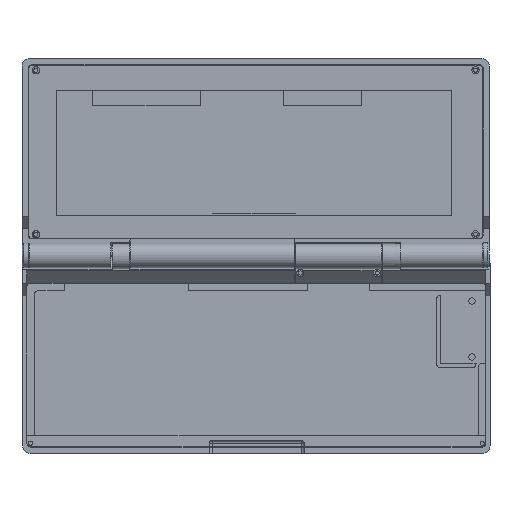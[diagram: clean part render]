
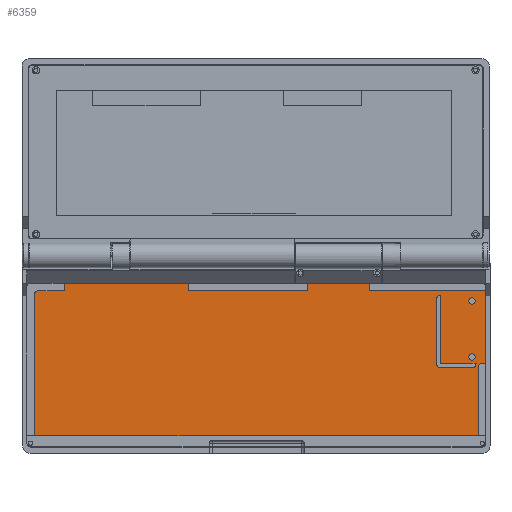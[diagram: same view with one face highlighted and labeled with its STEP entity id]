
A CAD part, top view. The second image highlights one B-rep face of the part: STEP entity #6359.
In plain terms, the highlighted planar face has unit normal (0, 0, 1).
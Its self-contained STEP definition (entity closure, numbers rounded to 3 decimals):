
#155=FACE_BOUND('',#781,.T.);
#156=FACE_BOUND('',#782,.T.);
#157=FACE_BOUND('',#783,.T.);
#208=CIRCLE('',#6745,1.75);
#211=CIRCLE('',#6751,1.75);
#212=CIRCLE('',#6754,1.75);
#213=CIRCLE('',#6760,1.5);
#214=CIRCLE('',#6762,1.5);
#216=CIRCLE('',#6765,1.8);
#217=CIRCLE('',#6767,1.8);
#218=CIRCLE('',#6768,1.8);
#219=CIRCLE('',#6769,1.8);
#417=FACE_OUTER_BOUND('',#780,.T.);
#780=EDGE_LOOP('',(#4313,#4314,#4315,#4316,#4317,#4318,#4319,#4320,#4321,
#4322,#4323,#4324,#4325,#4326,#4327,#4328,#4329,#4330));
#781=EDGE_LOOP('',(#4331,#4332,#4333,#4334,#4335,#4336,#4337,#4338,#4339));
#782=EDGE_LOOP('',(#4340));
#783=EDGE_LOOP('',(#4341));
#1174=LINE('',#9170,#1910);
#1196=LINE('',#9215,#1932);
#1207=LINE('',#9247,#1943);
#1216=LINE('',#9271,#1952);
#1218=LINE('',#9279,#1954);
#1221=LINE('',#9283,#1957);
#1222=LINE('',#9285,#1958);
#1223=LINE('',#9287,#1959);
#1226=LINE('',#9303,#1962);
#1227=LINE('',#9305,#1963);
#1228=LINE('',#9307,#1964);
#1229=LINE('',#9309,#1965);
#1230=LINE('',#9311,#1966);
#1231=LINE('',#9313,#1967);
#1232=LINE('',#9315,#1968);
#1233=LINE('',#9317,#1969);
#1234=LINE('',#9319,#1970);
#1235=LINE('',#9321,#1971);
#1236=LINE('',#9323,#1972);
#1237=LINE('',#9327,#1973);
#1910=VECTOR('',#7307,10.);
#1932=VECTOR('',#7341,10.);
#1943=VECTOR('',#7374,10.);
#1952=VECTOR('',#7395,10.);
#1954=VECTOR('',#7403,10.);
#1957=VECTOR('',#7408,10.);
#1958=VECTOR('',#7411,10.);
#1959=VECTOR('',#7414,10.);
#1962=VECTOR('',#7435,10.);
#1963=VECTOR('',#7436,10.);
#1964=VECTOR('',#7437,10.);
#1965=VECTOR('',#7438,10.);
#1966=VECTOR('',#7439,10.);
#1967=VECTOR('',#7440,10.);
#1968=VECTOR('',#7441,10.);
#1969=VECTOR('',#7442,10.);
#1970=VECTOR('',#7443,10.);
#1971=VECTOR('',#7444,10.);
#1972=VECTOR('',#7445,10.);
#1973=VECTOR('',#7448,10.);
#2646=VERTEX_POINT('',#9167);
#2647=VERTEX_POINT('',#9169);
#2662=VERTEX_POINT('',#9209);
#2664=VERTEX_POINT('',#9213);
#2671=VERTEX_POINT('',#9237);
#2672=VERTEX_POINT('',#9239);
#2674=VERTEX_POINT('',#9245);
#2681=VERTEX_POINT('',#9263);
#2682=VERTEX_POINT('',#9265);
#2683=VERTEX_POINT('',#9269);
#2684=VERTEX_POINT('',#9273);
#2685=VERTEX_POINT('',#9277);
#2686=VERTEX_POINT('',#9278);
#2687=VERTEX_POINT('',#9289);
#2688=VERTEX_POINT('',#9293);
#2689=VERTEX_POINT('',#9300);
#2690=VERTEX_POINT('',#9302);
#2691=VERTEX_POINT('',#9304);
#2692=VERTEX_POINT('',#9306);
#2693=VERTEX_POINT('',#9308);
#2694=VERTEX_POINT('',#9310);
#2695=VERTEX_POINT('',#9312);
#2696=VERTEX_POINT('',#9314);
#2697=VERTEX_POINT('',#9316);
#2698=VERTEX_POINT('',#9318);
#2699=VERTEX_POINT('',#9320);
#2700=VERTEX_POINT('',#9322);
#2701=VERTEX_POINT('',#9324);
#2702=VERTEX_POINT('',#9326);
#3264=EDGE_CURVE('',#2647,#2646,#1174,.T.);
#3287=EDGE_CURVE('',#2662,#2664,#1196,.T.);
#3298=EDGE_CURVE('',#2671,#2672,#208,.F.);
#3302=EDGE_CURVE('',#2671,#2674,#1207,.T.);
#3311=EDGE_CURVE('',#2681,#2682,#211,.F.);
#3314=EDGE_CURVE('',#2681,#2683,#1216,.T.);
#3316=EDGE_CURVE('',#2684,#2683,#212,.F.);
#3317=EDGE_CURVE('',#2685,#2686,#1218,.T.);
#3320=EDGE_CURVE('',#2686,#2682,#1221,.T.);
#3321=EDGE_CURVE('',#2684,#2672,#1222,.T.);
#3322=EDGE_CURVE('',#2674,#2685,#1223,.T.);
#3324=EDGE_CURVE('',#2687,#2687,#213,.T.);
#3326=EDGE_CURVE('',#2688,#2688,#214,.T.);
#3328=EDGE_CURVE('',#2646,#2662,#216,.T.);
#3329=EDGE_CURVE('',#2689,#2664,#217,.F.);
#3330=EDGE_CURVE('',#2689,#2690,#1226,.T.);
#3331=EDGE_CURVE('',#2690,#2691,#1227,.T.);
#3332=EDGE_CURVE('',#2691,#2692,#1228,.T.);
#3333=EDGE_CURVE('',#2692,#2693,#1229,.T.);
#3334=EDGE_CURVE('',#2693,#2694,#1230,.T.);
#3335=EDGE_CURVE('',#2694,#2695,#1231,.T.);
#3336=EDGE_CURVE('',#2695,#2696,#1232,.T.);
#3337=EDGE_CURVE('',#2696,#2697,#1233,.T.);
#3338=EDGE_CURVE('',#2697,#2698,#1234,.T.);
#3339=EDGE_CURVE('',#2698,#2699,#1235,.T.);
#3340=EDGE_CURVE('',#2699,#2700,#1236,.T.);
#3341=EDGE_CURVE('',#2700,#2701,#218,.T.);
#3342=EDGE_CURVE('',#2701,#2702,#1237,.T.);
#3343=EDGE_CURVE('',#2702,#2647,#219,.T.);
#4313=ORIENTED_EDGE('',*,*,#3328,.T.);
#4314=ORIENTED_EDGE('',*,*,#3287,.T.);
#4315=ORIENTED_EDGE('',*,*,#3329,.F.);
#4316=ORIENTED_EDGE('',*,*,#3330,.T.);
#4317=ORIENTED_EDGE('',*,*,#3331,.T.);
#4318=ORIENTED_EDGE('',*,*,#3332,.T.);
#4319=ORIENTED_EDGE('',*,*,#3333,.T.);
#4320=ORIENTED_EDGE('',*,*,#3334,.T.);
#4321=ORIENTED_EDGE('',*,*,#3335,.T.);
#4322=ORIENTED_EDGE('',*,*,#3336,.T.);
#4323=ORIENTED_EDGE('',*,*,#3337,.T.);
#4324=ORIENTED_EDGE('',*,*,#3338,.T.);
#4325=ORIENTED_EDGE('',*,*,#3339,.T.);
#4326=ORIENTED_EDGE('',*,*,#3340,.T.);
#4327=ORIENTED_EDGE('',*,*,#3341,.T.);
#4328=ORIENTED_EDGE('',*,*,#3342,.T.);
#4329=ORIENTED_EDGE('',*,*,#3343,.T.);
#4330=ORIENTED_EDGE('',*,*,#3264,.T.);
#4331=ORIENTED_EDGE('',*,*,#3317,.T.);
#4332=ORIENTED_EDGE('',*,*,#3320,.T.);
#4333=ORIENTED_EDGE('',*,*,#3311,.F.);
#4334=ORIENTED_EDGE('',*,*,#3314,.T.);
#4335=ORIENTED_EDGE('',*,*,#3316,.F.);
#4336=ORIENTED_EDGE('',*,*,#3321,.T.);
#4337=ORIENTED_EDGE('',*,*,#3298,.F.);
#4338=ORIENTED_EDGE('',*,*,#3302,.T.);
#4339=ORIENTED_EDGE('',*,*,#3322,.T.);
#4340=ORIENTED_EDGE('',*,*,#3324,.T.);
#4341=ORIENTED_EDGE('',*,*,#3326,.T.);
#6092=PLANE('',#6766);
#6359=ADVANCED_FACE('',(#417,#155,#156,#157),#6092,.T.);
#6745=AXIS2_PLACEMENT_3D('',#9240,#7367,#7368);
#6751=AXIS2_PLACEMENT_3D('',#9266,#7389,#7390);
#6754=AXIS2_PLACEMENT_3D('',#9275,#7399,#7400);
#6760=AXIS2_PLACEMENT_3D('',#9291,#7418,#7419);
#6762=AXIS2_PLACEMENT_3D('',#9295,#7423,#7424);
#6765=AXIS2_PLACEMENT_3D('',#9298,#7429,#7430);
#6766=AXIS2_PLACEMENT_3D('',#9299,#7431,#7432);
#6767=AXIS2_PLACEMENT_3D('',#9301,#7433,#7434);
#6768=AXIS2_PLACEMENT_3D('',#9325,#7446,#7447);
#6769=AXIS2_PLACEMENT_3D('',#9328,#7449,#7450);
#7307=DIRECTION('',(1.,0.,0.));
#7341=DIRECTION('',(0.,1.,0.));
#7367=DIRECTION('center_axis',(0.,0.,-1.));
#7368=DIRECTION('ref_axis',(-0.707,0.707,0.));
#7374=DIRECTION('',(1.,0.,0.));
#7389=DIRECTION('center_axis',(0.,0.,-1.));
#7390=DIRECTION('ref_axis',(0.707,-0.707,0.));
#7395=DIRECTION('',(-1.,0.,0.));
#7399=DIRECTION('center_axis',(0.,0.,-1.));
#7400=DIRECTION('ref_axis',(-0.707,-0.707,0.));
#7403=DIRECTION('',(1.,0.,0.));
#7408=DIRECTION('',(0.,-1.,0.));
#7411=DIRECTION('',(0.,1.,0.));
#7414=DIRECTION('',(0.,-1.,0.));
#7418=DIRECTION('center_axis',(0.,0.,-1.));
#7419=DIRECTION('ref_axis',(1.,0.,0.));
#7423=DIRECTION('center_axis',(0.,0.,-1.));
#7424=DIRECTION('ref_axis',(1.,0.,0.));
#7429=DIRECTION('center_axis',(0.,0.,1.));
#7430=DIRECTION('ref_axis',(0.707,-0.707,0.));
#7431=DIRECTION('center_axis',(0.,0.,1.));
#7432=DIRECTION('ref_axis',(1.,0.,0.));
#7433=DIRECTION('center_axis',(0.,0.,-1.));
#7434=DIRECTION('ref_axis',(-0.707,0.707,0.));
#7435=DIRECTION('',(1.,0.,0.));
#7436=DIRECTION('',(0.,1.,0.));
#7437=DIRECTION('',(-1.,0.,0.));
#7438=DIRECTION('',(0.,1.,0.));
#7439=DIRECTION('',(-1.,0.,0.));
#7440=DIRECTION('',(0.,-1.,0.));
#7441=DIRECTION('',(-1.,0.,0.));
#7442=DIRECTION('',(0.,1.,0.));
#7443=DIRECTION('',(-1.,0.,0.));
#7444=DIRECTION('',(0.,-1.,0.));
#7445=DIRECTION('',(-1.,0.,0.));
#7446=DIRECTION('center_axis',(0.,0.,1.));
#7447=DIRECTION('ref_axis',(-0.707,0.707,0.));
#7448=DIRECTION('',(0.,-1.,0.));
#7449=DIRECTION('center_axis',(0.,0.,1.));
#7450=DIRECTION('ref_axis',(-0.707,-0.707,0.));
#9167=CARTESIAN_POINT('',(518.2,-89.4,0.));
#9169=CARTESIAN_POINT('',(307.4,-89.4,0.));
#9170=CARTESIAN_POINT('',(466.4,-89.4,0.));
#9209=CARTESIAN_POINT('',(520.,-87.6,0.));
#9213=CARTESIAN_POINT('',(520.,-53.4,0.));
#9215=CARTESIAN_POINT('',(520.,-73.8,0.));
#9237=CARTESIAN_POINT('',(501.6,-18.725,0.));
#9239=CARTESIAN_POINT('',(499.85,-20.475,0.));
#9240=CARTESIAN_POINT('Origin',(501.6,-20.475,0.));
#9245=CARTESIAN_POINT('',(501.85,-18.725,0.));
#9247=CARTESIAN_POINT('',(457.325,-18.725,0.));
#9263=CARTESIAN_POINT('',(517.1,-53.625,0.));
#9265=CARTESIAN_POINT('',(518.85,-51.875,0.));
#9266=CARTESIAN_POINT('Origin',(517.1,-51.875,0.));
#9269=CARTESIAN_POINT('',(501.6,-53.625,0.));
#9271=CARTESIAN_POINT('',(456.325,-53.625,0.));
#9273=CARTESIAN_POINT('',(499.85,-51.875,0.));
#9275=CARTESIAN_POINT('Origin',(501.6,-51.875,0.));
#9277=CARTESIAN_POINT('',(501.85,-51.625,0.));
#9278=CARTESIAN_POINT('',(518.85,-51.625,0.));
#9279=CARTESIAN_POINT('',(465.825,-51.625,0.));
#9283=CARTESIAN_POINT('',(518.85,-53.812,0.));
#9285=CARTESIAN_POINT('',(499.85,-36.363,0.));
#9287=CARTESIAN_POINT('',(501.85,-52.812,0.));
#9289=CARTESIAN_POINT('',(515.4,-48.488,0.));
#9291=CARTESIAN_POINT('Origin',(516.9,-48.488,0.));
#9293=CARTESIAN_POINT('',(515.408,-21.488,0.));
#9295=CARTESIAN_POINT('Origin',(516.908,-21.488,0.));
#9298=CARTESIAN_POINT('Origin',(518.2,-87.6,0.));
#9299=CARTESIAN_POINT('Origin',(412.8,-54.,0.));
#9300=CARTESIAN_POINT('',(521.8,-51.6,0.));
#9301=CARTESIAN_POINT('Origin',(521.8,-53.4,0.));
#9302=CARTESIAN_POINT('',(523.6,-51.6,0.));
#9303=CARTESIAN_POINT('',(468.2,-51.6,0.));
#9304=CARTESIAN_POINT('',(523.6,-16.6,0.));
#9305=CARTESIAN_POINT('',(523.6,-16.,0.));
#9306=CARTESIAN_POINT('',(467.6,-16.6,0.));
#9307=CARTESIAN_POINT('',(440.7,-16.6,0.));
#9308=CARTESIAN_POINT('',(467.6,-5.,0.));
#9309=CARTESIAN_POINT('',(467.6,-33.5,0.));
#9310=CARTESIAN_POINT('',(437.6,-5.,0.));
#9311=CARTESIAN_POINT('',(412.8,-5.,0.));
#9312=CARTESIAN_POINT('',(437.6,-16.6,0.));
#9313=CARTESIAN_POINT('',(437.6,-31.5,0.));
#9314=CARTESIAN_POINT('',(380.,-16.6,0.));
#9315=CARTESIAN_POINT('',(424.2,-16.6,0.));
#9316=CARTESIAN_POINT('',(380.,-4.5,0.));
#9317=CARTESIAN_POINT('',(380.,-33.5,0.));
#9318=CARTESIAN_POINT('',(320.,-4.5,0.));
#9319=CARTESIAN_POINT('',(412.8,-4.5,0.));
#9320=CARTESIAN_POINT('',(320.,-16.6,0.));
#9321=CARTESIAN_POINT('',(320.,-33.5,0.));
#9322=CARTESIAN_POINT('',(307.4,-16.6,0.));
#9323=CARTESIAN_POINT('',(359.2,-16.6,0.));
#9324=CARTESIAN_POINT('',(305.6,-18.4,0.));
#9325=CARTESIAN_POINT('Origin',(307.4,-18.4,0.));
#9326=CARTESIAN_POINT('',(305.6,-87.6,0.));
#9327=CARTESIAN_POINT('',(305.6,-71.2,0.));
#9328=CARTESIAN_POINT('Origin',(307.4,-87.6,0.));
